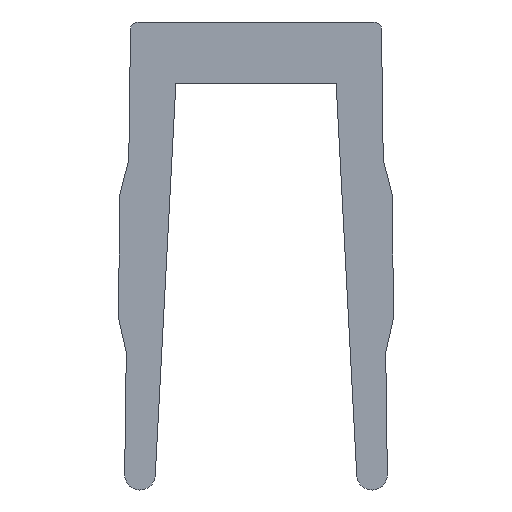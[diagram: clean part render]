
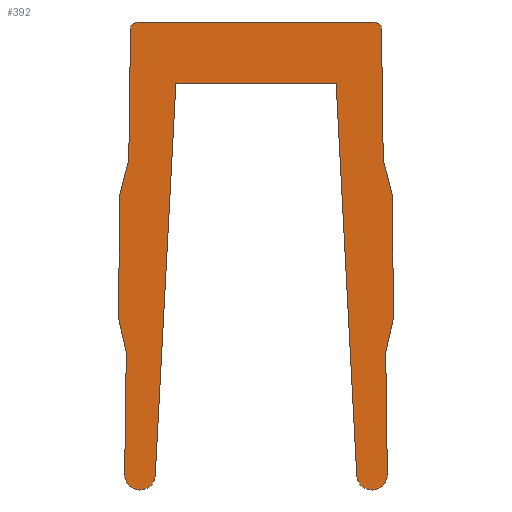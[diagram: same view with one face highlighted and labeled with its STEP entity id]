
A CAD part, left-side view. The second image highlights one B-rep face of the part: STEP entity #392.
In plain terms, the highlighted planar face has unit normal (-1, 0, 0).
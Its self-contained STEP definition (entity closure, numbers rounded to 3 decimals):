
#30=PLANE('',#434);
#50=FACE_OUTER_BOUND('',#70,.T.);
#70=EDGE_LOOP('',(#351,#352,#353,#354,#355,#356,#357,#358,#359,#360,#361,
#362,#363,#364,#365,#366,#367,#368));
#73=LINE('',#551,#119);
#76=LINE('',#557,#122);
#79=LINE('',#563,#125);
#82=LINE('',#569,#128);
#85=LINE('',#575,#131);
#89=LINE('',#587,#135);
#92=LINE('',#593,#138);
#95=LINE('',#599,#141);
#99=LINE('',#611,#145);
#102=LINE('',#617,#148);
#105=LINE('',#623,#151);
#108=LINE('',#629,#154);
#111=LINE('',#635,#157);
#115=LINE('',#646,#161);
#119=VECTOR('',#447,1000.);
#122=VECTOR('',#452,1000.);
#125=VECTOR('',#457,1000.);
#128=VECTOR('',#462,1000.);
#131=VECTOR('',#467,1000.);
#135=VECTOR('',#479,1000.);
#138=VECTOR('',#484,1000.);
#141=VECTOR('',#489,1000.);
#145=VECTOR('',#501,1000.);
#148=VECTOR('',#506,1000.);
#151=VECTOR('',#511,1000.);
#154=VECTOR('',#516,1000.);
#157=VECTOR('',#521,1000.);
#161=VECTOR('',#533,1000.);
#163=CIRCLE('',#408,0.25);
#165=CIRCLE('',#416,0.5);
#167=CIRCLE('',#422,0.5);
#169=CIRCLE('',#430,0.25);
#171=VERTEX_POINT('',#541);
#172=VERTEX_POINT('',#542);
#175=VERTEX_POINT('',#550);
#177=VERTEX_POINT('',#556);
#179=VERTEX_POINT('',#562);
#181=VERTEX_POINT('',#568);
#183=VERTEX_POINT('',#574);
#185=VERTEX_POINT('',#580);
#187=VERTEX_POINT('',#586);
#189=VERTEX_POINT('',#592);
#191=VERTEX_POINT('',#598);
#193=VERTEX_POINT('',#604);
#195=VERTEX_POINT('',#610);
#197=VERTEX_POINT('',#616);
#199=VERTEX_POINT('',#622);
#201=VERTEX_POINT('',#628);
#203=VERTEX_POINT('',#634);
#205=VERTEX_POINT('',#640);
#207=EDGE_CURVE('',#171,#172,#163,.T.);
#211=EDGE_CURVE('',#172,#175,#73,.T.);
#214=EDGE_CURVE('',#175,#177,#76,.T.);
#217=EDGE_CURVE('',#177,#179,#79,.T.);
#220=EDGE_CURVE('',#179,#181,#82,.T.);
#223=EDGE_CURVE('',#181,#183,#85,.T.);
#226=EDGE_CURVE('',#183,#185,#165,.T.);
#229=EDGE_CURVE('',#185,#187,#89,.T.);
#232=EDGE_CURVE('',#187,#189,#92,.T.);
#235=EDGE_CURVE('',#189,#191,#95,.T.);
#238=EDGE_CURVE('',#191,#193,#167,.T.);
#241=EDGE_CURVE('',#193,#195,#99,.T.);
#244=EDGE_CURVE('',#195,#197,#102,.T.);
#247=EDGE_CURVE('',#197,#199,#105,.T.);
#250=EDGE_CURVE('',#199,#201,#108,.T.);
#253=EDGE_CURVE('',#201,#203,#111,.T.);
#256=EDGE_CURVE('',#203,#205,#169,.T.);
#259=EDGE_CURVE('',#205,#171,#115,.T.);
#351=ORIENTED_EDGE('',*,*,#207,.F.);
#352=ORIENTED_EDGE('',*,*,#259,.F.);
#353=ORIENTED_EDGE('',*,*,#256,.F.);
#354=ORIENTED_EDGE('',*,*,#253,.F.);
#355=ORIENTED_EDGE('',*,*,#250,.F.);
#356=ORIENTED_EDGE('',*,*,#247,.F.);
#357=ORIENTED_EDGE('',*,*,#244,.F.);
#358=ORIENTED_EDGE('',*,*,#241,.F.);
#359=ORIENTED_EDGE('',*,*,#238,.F.);
#360=ORIENTED_EDGE('',*,*,#235,.F.);
#361=ORIENTED_EDGE('',*,*,#232,.F.);
#362=ORIENTED_EDGE('',*,*,#229,.F.);
#363=ORIENTED_EDGE('',*,*,#226,.F.);
#364=ORIENTED_EDGE('',*,*,#223,.F.);
#365=ORIENTED_EDGE('',*,*,#220,.F.);
#366=ORIENTED_EDGE('',*,*,#217,.F.);
#367=ORIENTED_EDGE('',*,*,#214,.F.);
#368=ORIENTED_EDGE('',*,*,#211,.F.);
#392=ADVANCED_FACE('',(#50),#30,.T.);
#408=AXIS2_PLACEMENT_3D('',#543,#439,#440);
#416=AXIS2_PLACEMENT_3D('',#581,#472,#473);
#422=AXIS2_PLACEMENT_3D('',#605,#494,#495);
#430=AXIS2_PLACEMENT_3D('',#641,#526,#527);
#434=AXIS2_PLACEMENT_3D('',#649,#537,#538);
#439=DIRECTION('center_axis',(1.,0.,0.));
#440=DIRECTION('ref_axis',(0.,0.,1.));
#447=DIRECTION('',(0.,-0.013,-1.));
#452=DIRECTION('',(0.,-0.244,-0.97));
#457=DIRECTION('',(0.,-0.013,-1.));
#462=DIRECTION('',(0.,0.22,-0.976));
#467=DIRECTION('',(0.,-0.013,-1.));
#472=DIRECTION('center_axis',(1.,0.,0.));
#473=DIRECTION('ref_axis',(0.,0.,1.));
#479=DIRECTION('',(0.,0.053,0.999));
#484=DIRECTION('',(0.,1.,0.));
#489=DIRECTION('',(0.,0.053,-0.999));
#494=DIRECTION('center_axis',(1.,0.,0.));
#495=DIRECTION('ref_axis',(0.,0.,-1.));
#501=DIRECTION('',(0.,-0.013,1.));
#506=DIRECTION('',(0.,0.22,0.976));
#511=DIRECTION('',(0.,-0.013,1.));
#516=DIRECTION('',(0.,-0.244,0.97));
#521=DIRECTION('',(0.,-0.013,1.));
#526=DIRECTION('center_axis',(1.,0.,0.));
#527=DIRECTION('ref_axis',(0.,0.,-1.));
#533=DIRECTION('',(0.,-1.,0.));
#537=DIRECTION('center_axis',(-1.,0.,0.));
#538=DIRECTION('ref_axis',(0.,0.,1.));
#541=CARTESIAN_POINT('',(0.,-3.853,2.));
#542=CARTESIAN_POINT('',(0.,-4.103,1.753));
#543=CARTESIAN_POINT('Origin',(0.,-3.853,1.75));
#550=CARTESIAN_POINT('',(0.,-4.159,-2.5));
#551=CARTESIAN_POINT('',(0.,-4.159,-2.5));
#556=CARTESIAN_POINT('',(0.,-4.448,-3.65));
#557=CARTESIAN_POINT('',(0.,-4.159,-2.5));
#562=CARTESIAN_POINT('',(0.,-4.5,-7.65));
#563=CARTESIAN_POINT('',(0.,-4.5,-7.65));
#568=CARTESIAN_POINT('',(0.,-4.241,-8.8));
#569=CARTESIAN_POINT('',(0.,-4.241,-8.8));
#574=CARTESIAN_POINT('',(0.,-4.293,-12.793));
#575=CARTESIAN_POINT('',(0.,-4.293,-12.793));
#580=CARTESIAN_POINT('',(0.,-3.294,-12.826));
#581=CARTESIAN_POINT('Origin',(0.,-3.793,-12.8));
#586=CARTESIAN_POINT('',(0.,-2.619,0.));
#587=CARTESIAN_POINT('',(0.,-2.619,0.));
#592=CARTESIAN_POINT('',(0.,2.619,0.));
#593=CARTESIAN_POINT('',(0.,2.619,0.));
#598=CARTESIAN_POINT('',(0.,3.294,-12.826));
#599=CARTESIAN_POINT('',(0.,2.619,0.));
#604=CARTESIAN_POINT('',(0.,4.293,-12.793));
#605=CARTESIAN_POINT('Origin',(0.,3.793,-12.8));
#610=CARTESIAN_POINT('',(0.,4.241,-8.8));
#611=CARTESIAN_POINT('',(0.,4.293,-12.793));
#616=CARTESIAN_POINT('',(0.,4.5,-7.65));
#617=CARTESIAN_POINT('',(0.,4.241,-8.8));
#622=CARTESIAN_POINT('',(0.,4.448,-3.65));
#623=CARTESIAN_POINT('',(0.,4.5,-7.65));
#628=CARTESIAN_POINT('',(0.,4.159,-2.5));
#629=CARTESIAN_POINT('',(0.,4.159,-2.5));
#634=CARTESIAN_POINT('',(0.,4.103,1.753));
#635=CARTESIAN_POINT('',(0.,4.159,-2.5));
#640=CARTESIAN_POINT('',(0.,3.853,2.));
#641=CARTESIAN_POINT('Origin',(0.,3.853,1.75));
#646=CARTESIAN_POINT('',(0.,3.853,2.));
#649=CARTESIAN_POINT('Origin',(0.,-3.853,1.75));
